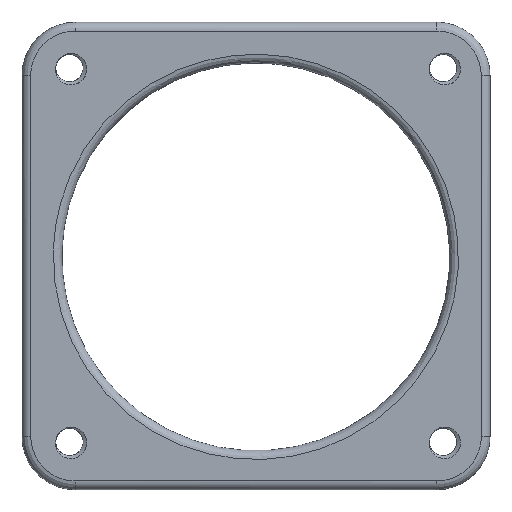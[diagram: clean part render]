
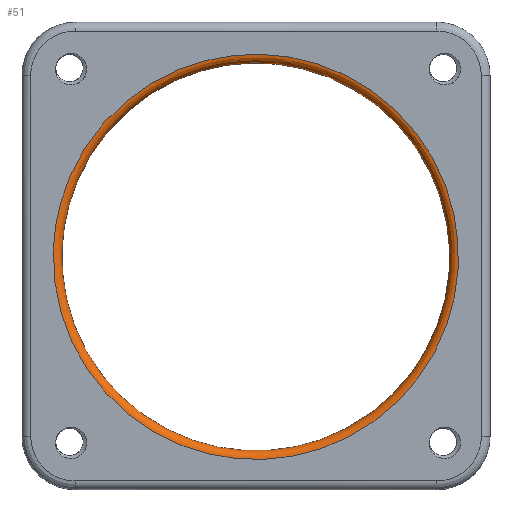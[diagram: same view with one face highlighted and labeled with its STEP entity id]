
A CAD part, top view. The second image highlights one B-rep face of the part: STEP entity #51.
In plain terms, the highlighted free-form (B-spline) face has degree [2, 2] with [3, 9] control points.
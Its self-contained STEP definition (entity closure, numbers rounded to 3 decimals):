
#51=ADVANCED_FACE('',(#144),#1524,.T.);
#144=FACE_OUTER_BOUND('',#247,.T.);
#247=EDGE_LOOP('',(#463,#464,#465,#466));
#463=ORIENTED_EDGE('',*,*,#881,.T.);
#464=ORIENTED_EDGE('',*,*,#882,.T.);
#465=ORIENTED_EDGE('',*,*,#881,.F.);
#466=ORIENTED_EDGE('',*,*,#880,.F.);
#880=EDGE_CURVE('',#1368,#1368,#1207,.T.);
#881=EDGE_CURVE('',#1368,#1365,#1208,.T.);
#882=EDGE_CURVE('',#1365,#1365,#1209,.T.);
#1207=(
BOUNDED_CURVE()
B_SPLINE_CURVE(2,(#12128,#12129,#12130,#12131,#12132,#12133,#12134,#12135,
#12136),.UNSPECIFIED.,.T.,.F.)
B_SPLINE_CURVE_WITH_KNOTS((3,2,2,2,3),(0.,27.258,54.516,
81.774,109.032),.UNSPECIFIED.)
CURVE()
GEOMETRIC_REPRESENTATION_ITEM()
RATIONAL_B_SPLINE_CURVE((1.,0.707,1.,0.707,1.,0.707,
1.,0.707,1.))
REPRESENTATION_ITEM('')
);
#1208=(
BOUNDED_CURVE()
B_SPLINE_CURVE(2,(#12137,#12138,#12139),.UNSPECIFIED.,.F.,.F.)
B_SPLINE_CURVE_WITH_KNOTS((3,3),(0.,1.),.UNSPECIFIED.)
CURVE()
GEOMETRIC_REPRESENTATION_ITEM()
RATIONAL_B_SPLINE_CURVE((1.,0.707,1.))
REPRESENTATION_ITEM('')
);
#1209=(
BOUNDED_CURVE()
B_SPLINE_CURVE(2,(#12140,#12141,#12142,#12143,#12144,#12145,#12146,#12147,
#12148),.UNSPECIFIED.,.T.,.F.)
B_SPLINE_CURVE_WITH_KNOTS((3,2,2,2,3),(0.,27.258,54.516,
81.774,109.032),.UNSPECIFIED.)
CURVE()
GEOMETRIC_REPRESENTATION_ITEM()
RATIONAL_B_SPLINE_CURVE((1.,0.707,1.,0.707,1.,0.707,
1.,0.707,1.))
REPRESENTATION_ITEM('')
);
#1365=VERTEX_POINT('',#11850);
#1368=VERTEX_POINT('',#11853);
#1524=(
BOUNDED_SURFACE()
B_SPLINE_SURFACE(2,2,((#1876,#1877,#1878,#1879,#1880,#1881,#1882,#1883,
#1884),(#1885,#1886,#1887,#1888,#1889,#1890,#1891,#1892,#1893),(#1894,#1895,
#1896,#1897,#1898,#1899,#1900,#1901,#1902)),.UNSPECIFIED.,.F.,.F.,.F.)
B_SPLINE_SURFACE_WITH_KNOTS((3,3),(3,2,2,2,3),(0.,1.),(0.,27.258,
54.516,81.774,109.032),.UNSPECIFIED.)
GEOMETRIC_REPRESENTATION_ITEM()
RATIONAL_B_SPLINE_SURFACE(((1.,0.707,1.,0.707,1.,
0.707,1.,0.707,1.),(0.707,0.5,
0.707,0.5,0.707,0.5,0.707,
0.5,0.707),(1.,0.707,1.,0.707,
1.,0.707,1.,0.707,1.)))
REPRESENTATION_ITEM('')
SURFACE()
);
#1876=CARTESIAN_POINT('',(28.996,76.891,30.25));
#1877=CARTESIAN_POINT('',(28.265,60.304,30.25));
#1878=CARTESIAN_POINT('',(44.852,59.573,30.25));
#1879=CARTESIAN_POINT('',(61.439,58.842,30.25));
#1880=CARTESIAN_POINT('',(62.17,75.429,30.25));
#1881=CARTESIAN_POINT('',(62.901,92.016,30.25));
#1882=CARTESIAN_POINT('',(46.314,92.747,30.25));
#1883=CARTESIAN_POINT('',(29.727,93.478,30.25));
#1884=CARTESIAN_POINT('',(28.996,76.891,30.25));
#1885=CARTESIAN_POINT('',(28.996,76.891,31.));
#1886=CARTESIAN_POINT('',(28.265,60.304,31.));
#1887=CARTESIAN_POINT('',(44.852,59.573,31.));
#1888=CARTESIAN_POINT('',(61.439,58.842,31.));
#1889=CARTESIAN_POINT('',(62.17,75.429,31.));
#1890=CARTESIAN_POINT('',(62.901,92.016,31.));
#1891=CARTESIAN_POINT('',(46.314,92.747,31.));
#1892=CARTESIAN_POINT('',(29.727,93.478,31.));
#1893=CARTESIAN_POINT('',(28.996,76.891,31.));
#1894=CARTESIAN_POINT('',(28.247,76.924,31.));
#1895=CARTESIAN_POINT('',(27.483,59.588,31.));
#1896=CARTESIAN_POINT('',(44.819,58.824,31.));
#1897=CARTESIAN_POINT('',(62.155,58.06,31.));
#1898=CARTESIAN_POINT('',(62.919,75.396,31.));
#1899=CARTESIAN_POINT('',(63.683,92.732,31.));
#1900=CARTESIAN_POINT('',(46.347,93.496,31.));
#1901=CARTESIAN_POINT('',(29.011,94.26,31.));
#1902=CARTESIAN_POINT('',(28.247,76.924,31.));
#11850=CARTESIAN_POINT('',(28.247,76.924,31.));
#11853=CARTESIAN_POINT('',(28.996,76.891,30.25));
#12128=CARTESIAN_POINT('',(28.996,76.891,30.25));
#12129=CARTESIAN_POINT('',(28.265,60.304,30.25));
#12130=CARTESIAN_POINT('',(44.852,59.573,30.25));
#12131=CARTESIAN_POINT('',(61.439,58.842,30.25));
#12132=CARTESIAN_POINT('',(62.17,75.429,30.25));
#12133=CARTESIAN_POINT('',(62.901,92.016,30.25));
#12134=CARTESIAN_POINT('',(46.314,92.747,30.25));
#12135=CARTESIAN_POINT('',(29.727,93.478,30.25));
#12136=CARTESIAN_POINT('',(28.996,76.891,30.25));
#12137=CARTESIAN_POINT('',(28.996,76.891,30.25));
#12138=CARTESIAN_POINT('',(28.996,76.891,31.));
#12139=CARTESIAN_POINT('',(28.247,76.924,31.));
#12140=CARTESIAN_POINT('',(28.247,76.924,31.));
#12141=CARTESIAN_POINT('',(27.483,59.588,31.));
#12142=CARTESIAN_POINT('',(44.819,58.824,31.));
#12143=CARTESIAN_POINT('',(62.155,58.06,31.));
#12144=CARTESIAN_POINT('',(62.919,75.396,31.));
#12145=CARTESIAN_POINT('',(63.683,92.732,31.));
#12146=CARTESIAN_POINT('',(46.347,93.496,31.));
#12147=CARTESIAN_POINT('',(29.011,94.26,31.));
#12148=CARTESIAN_POINT('',(28.247,76.924,31.));
